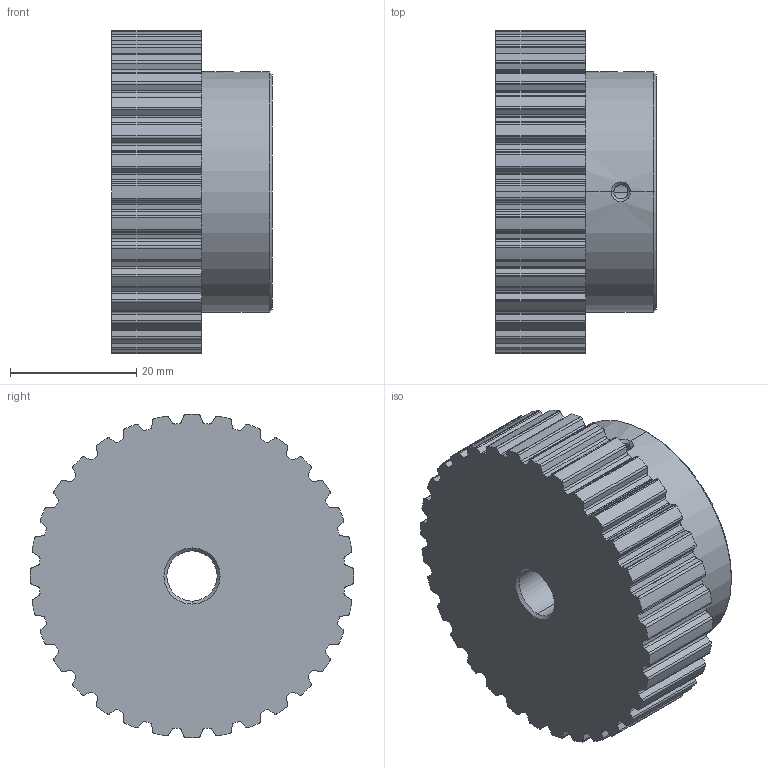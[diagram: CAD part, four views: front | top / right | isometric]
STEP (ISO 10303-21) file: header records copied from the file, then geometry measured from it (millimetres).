
FILE_DESCRIPTION (( 'STEP AP214' ), '1' );
FILE_NAME ('APB32XL037B-312.step', '2015-04-08T20:59:16', ( '' ), ( '' ), 'SwSTEP 2.0', 'SolidWorks 2014', '' );
FILE_SCHEMA (( 'AUTOMOTIVE_DESIGN' ));
Length unit declared in the file: inch
Products named in the file (1): APB32XL037B-312
Bounding box: 25.4 x 51.23 x 51.23 mm (x, y, z)
Volume: 39432.7 mm3; surface area: 8946.5 mm2
Topology: 1 solids, 1 shells, 302 faces, 892 edges, 591 vertices
Faces by surface type: cylinder 225, plane 67, cone 6, bspline 4
Entity records: 12329 total; most frequent: CARTESIAN_POINT 3817, DIRECTION 1919, ORIENTED_EDGE 1784, EDGE_CURVE 892, AXIS2_PLACEMENT_3D 747, VERTEX_POINT 591, CIRCLE 448, VECTOR 425
